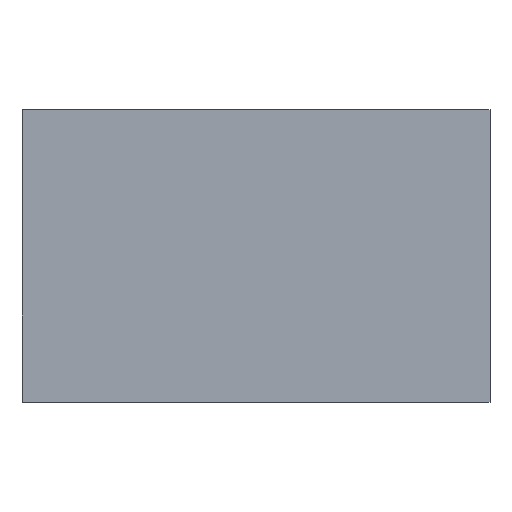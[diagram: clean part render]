
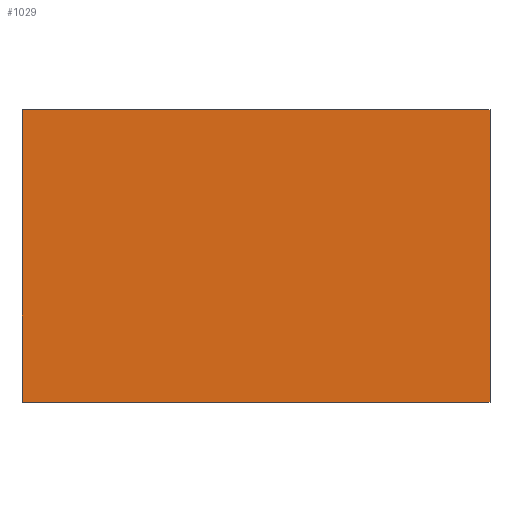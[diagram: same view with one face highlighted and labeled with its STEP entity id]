
A CAD part, top view. The second image highlights one B-rep face of the part: STEP entity #1029.
In plain terms, the highlighted planar face has unit normal (0, 0, 1).
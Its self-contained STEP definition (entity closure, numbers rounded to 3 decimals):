
#97=FACE_OUTER_BOUND('',#151,.T.);
#151=EDGE_LOOP('',(#896,#897,#898,#899));
#294=LINE('',#1885,#397);
#296=LINE('',#1889,#399);
#299=LINE('',#1894,#402);
#302=LINE('',#1898,#405);
#397=VECTOR('',#1233,10.);
#399=VECTOR('',#1237,10.);
#402=VECTOR('',#1242,10.);
#405=VECTOR('',#1247,10.);
#500=VERTEX_POINT('',#1882);
#501=VERTEX_POINT('',#1884);
#502=VERTEX_POINT('',#1888);
#503=VERTEX_POINT('',#1893);
#642=EDGE_CURVE('',#500,#501,#294,.T.);
#644=EDGE_CURVE('',#501,#502,#296,.T.);
#647=EDGE_CURVE('',#502,#503,#299,.T.);
#650=EDGE_CURVE('',#503,#500,#302,.T.);
#896=ORIENTED_EDGE('',*,*,#642,.F.);
#897=ORIENTED_EDGE('',*,*,#650,.F.);
#898=ORIENTED_EDGE('',*,*,#647,.F.);
#899=ORIENTED_EDGE('',*,*,#644,.F.);
#975=PLANE('',#1081);
#1029=ADVANCED_FACE('',(#97),#975,.T.);
#1081=AXIS2_PLACEMENT_3D('',#1899,#1248,#1249);
#1233=DIRECTION('',(0.,-1.,0.));
#1237=DIRECTION('',(-1.,0.,0.));
#1242=DIRECTION('',(0.,1.,0.));
#1247=DIRECTION('',(1.,0.,0.));
#1248=DIRECTION('center_axis',(0.,0.,1.));
#1249=DIRECTION('ref_axis',(1.,0.,0.));
#1882=CARTESIAN_POINT('',(1.,0.625,0.5));
#1884=CARTESIAN_POINT('',(1.,-0.625,0.5));
#1885=CARTESIAN_POINT('',(1.,0.625,0.5));
#1888=CARTESIAN_POINT('',(-1.,-0.625,0.5));
#1889=CARTESIAN_POINT('',(1.,-0.625,0.5));
#1893=CARTESIAN_POINT('',(-1.,0.625,0.5));
#1894=CARTESIAN_POINT('',(-1.,-0.625,0.5));
#1898=CARTESIAN_POINT('',(-1.,0.625,0.5));
#1899=CARTESIAN_POINT('Origin',(0.,0.,0.5));
